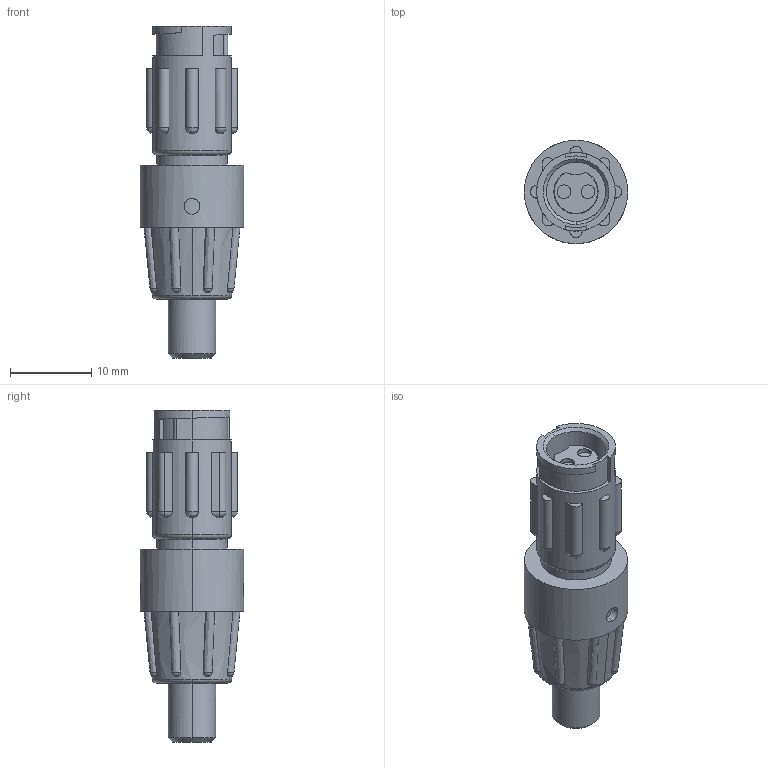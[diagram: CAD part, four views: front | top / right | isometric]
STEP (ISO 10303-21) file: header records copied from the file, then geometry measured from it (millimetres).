
FILE_DESCRIPTION (( 'STEP AP203' ), '1' );
FILE_NAME ('18280-2SG-3XX.STEP', '2017-07-07T14:34:37', ( '' ), ( '' ), 'SwSTEP 2.0', 'SolidWorks 2017', '' );
FILE_SCHEMA (( 'CONFIG_CONTROL_DESIGN' ));
Length unit declared in the file: inch
Products named in the file (2): 18280-2SG-3XX
Bounding box: 12.7 x 12.7 x 40.77 mm (x, y, z)
Volume: 2803.3 mm3; surface area: 2098.9 mm2
Topology: 1 solids, 1 shells, 157 faces, 441 edges, 296 vertices
Faces by surface type: plane 58, cylinder 55, bspline 27, cone 9, torus 4, sphere 4
Entity records: 11948 total; most frequent: CARTESIAN_POINT 8291, ORIENTED_EDGE 870, DIRECTION 521, EDGE_CURVE 435, VERTEX_POINT 294, B_SPLINE_CURVE_WITH_KNOTS 237, AXIS2_PLACEMENT_3D 202, EDGE_LOOP 171
